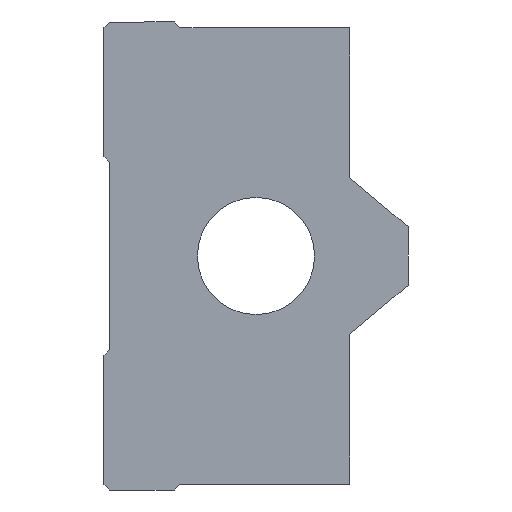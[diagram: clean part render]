
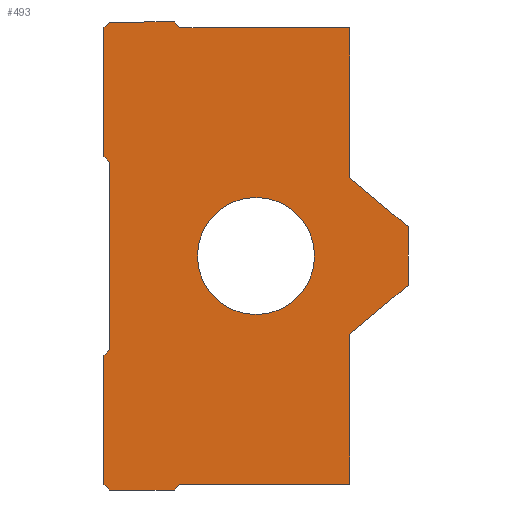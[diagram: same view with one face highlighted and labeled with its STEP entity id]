
A CAD part, left-side view. The second image highlights one B-rep face of the part: STEP entity #493.
In plain terms, the highlighted planar face has unit normal (-1, 0, 0).
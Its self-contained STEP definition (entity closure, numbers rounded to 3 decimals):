
#8 = AXIS2_PLACEMENT_3D ( 'NONE', #274, #475, #338 ) ;
#55 = AXIS2_PLACEMENT_3D ( 'NONE', #284, #279, #345 ) ;
#59 = EDGE_CURVE ( 'NONE', #448, #195, #627, .T. ) ;
#61 = EDGE_CURVE ( 'NONE', #255, #382, #849, .T. ) ;
#70 = EDGE_CURVE ( 'NONE', #331, #318, #684, .T. ) ;
#75 = EDGE_CURVE ( 'NONE', #364, #343, #852, .T. ) ;
#78 = EDGE_CURVE ( 'NONE', #382, #364, #730, .T. ) ;
#82 = EDGE_CURVE ( 'NONE', #155, #155, #525, .T. ) ;
#84 = EDGE_CURVE ( 'NONE', #219, #188, #855, .T. ) ;
#87 = EDGE_CURVE ( 'NONE', #485, #255, #696, .T. ) ;
#90 = EDGE_CURVE ( 'NONE', #343, #331, #748, .T. ) ;
#95 = EDGE_CURVE ( 'NONE', #378, #219, #890, .T. ) ;
#100 = EDGE_CURVE ( 'NONE', #318, #378, #863, .T. ) ;
#102 = EDGE_CURVE ( 'NONE', #433, #448, #866, .T. ) ;
#106 = EDGE_CURVE ( 'NONE', #244, #452, #751, .T. ) ;
#108 = EDGE_CURVE ( 'NONE', #195, #485, #720, .T. ) ;
#109 = EDGE_CURVE ( 'NONE', #362, #244, #724, .T. ) ;
#114 = EDGE_CURVE ( 'NONE', #397, #433, #764, .T. ) ;
#116 = EDGE_CURVE ( 'NONE', #188, #135, #773, .T. ) ;
#122 = EDGE_CURVE ( 'NONE', #135, #362, #664, .T. ) ;
#125 = EDGE_CURVE ( 'NONE', #452, #397, #712, .T. ) ;
#127 = CARTESIAN_POINT ( 'NONE',  ( -34., 6.5, 19.5 ) ) ;
#133 = DIRECTION ( 'NONE',  ( 0., 1., 0. ) ) ;
#135 = VERTEX_POINT ( 'NONE', #296 ) ;
#136 = DIRECTION ( 'NONE',  ( 0., 1., 0. ) ) ;
#150 = CARTESIAN_POINT ( 'NONE',  ( -34., -8., -6.695 ) ) ;
#151 = DIRECTION ( 'NONE',  ( 0., 0., -1. ) ) ;
#155 = VERTEX_POINT ( 'NONE', #159 ) ;
#159 = CARTESIAN_POINT ( 'NONE',  ( -34., 0., -5. ) ) ;
#169 = CARTESIAN_POINT ( 'NONE',  ( -34., 7., -20. ) ) ;
#171 = DIRECTION ( 'NONE',  ( 0., -1., 0. ) ) ;
#174 = CARTESIAN_POINT ( 'NONE',  ( -34., 13., -8.5 ) ) ;
#184 = CARTESIAN_POINT ( 'NONE',  ( -34., 7., 20. ) ) ;
#186 = DIRECTION ( 'NONE',  ( 0., 0.707, 0.707 ) ) ;
#188 = VERTEX_POINT ( 'NONE', #289 ) ;
#195 = VERTEX_POINT ( 'NONE', #461 ) ;
#204 = CARTESIAN_POINT ( 'NONE',  ( -34., 12.5, 8. ) ) ;
#208 = CARTESIAN_POINT ( 'NONE',  ( -34., -13., -2.5 ) ) ;
#209 = PLANE ( 'NONE',  #8 ) ;
#216 = CARTESIAN_POINT ( 'NONE',  ( -34., -8., 19.5 ) ) ;
#218 = CARTESIAN_POINT ( 'NONE',  ( -34., 13., 19.5 ) ) ;
#219 = VERTEX_POINT ( 'NONE', #350 ) ;
#238 = DIRECTION ( 'NONE',  ( 0., 0.707, 0.707 ) ) ;
#244 = VERTEX_POINT ( 'NONE', #334 ) ;
#255 = VERTEX_POINT ( 'NONE', #204 ) ;
#258 = DIRECTION ( 'NONE',  ( 0., -1., 0. ) ) ;
#263 = CARTESIAN_POINT ( 'NONE',  ( -34., 7., 20. ) ) ;
#269 = DIRECTION ( 'NONE',  ( 0., 0., 1. ) ) ;
#274 = CARTESIAN_POINT ( 'NONE',  ( -34., -8., -19.5 ) ) ;
#279 = DIRECTION ( 'NONE',  ( 1., 0., 0. ) ) ;
#284 = CARTESIAN_POINT ( 'NONE',  ( -34., 0., 0. ) ) ;
#289 = CARTESIAN_POINT ( 'NONE',  ( -34., -13., 2.5 ) ) ;
#290 = CARTESIAN_POINT ( 'NONE',  ( -34., 6.5, -19.5 ) ) ;
#296 = CARTESIAN_POINT ( 'NONE',  ( -34., -13., -2.5 ) ) ;
#301 = DIRECTION ( 'NONE',  ( 0., 0., -1. ) ) ;
#304 = CARTESIAN_POINT ( 'NONE',  ( -34., -8., 19.5 ) ) ;
#311 = CARTESIAN_POINT ( 'NONE',  ( -34., 13., -19.5 ) ) ;
#318 = VERTEX_POINT ( 'NONE', #127 ) ;
#320 = CARTESIAN_POINT ( 'NONE',  ( -34., 13., -19.5 ) ) ;
#330 = DIRECTION ( 'NONE',  ( 0., -0.707, 0.707 ) ) ;
#331 = VERTEX_POINT ( 'NONE', #263 ) ;
#333 = CARTESIAN_POINT ( 'NONE',  ( -34., 12.5, -8. ) ) ;
#334 = CARTESIAN_POINT ( 'NONE',  ( -34., -8., -19.5 ) ) ;
#335 = CARTESIAN_POINT ( 'NONE',  ( -34., 12.5, -20. ) ) ;
#338 = DIRECTION ( 'NONE',  ( 0., 0., 1. ) ) ;
#343 = VERTEX_POINT ( 'NONE', #459 ) ;
#345 = DIRECTION ( 'NONE',  ( 0., 0., -1. ) ) ;
#350 = CARTESIAN_POINT ( 'NONE',  ( -34., -8., 6.695 ) ) ;
#355 = CARTESIAN_POINT ( 'NONE',  ( -34., -13., 2.5 ) ) ;
#359 = DIRECTION ( 'NONE',  ( 0., -0.766, -0.643 ) ) ;
#361 = CARTESIAN_POINT ( 'NONE',  ( -34., 6.5, -19.5 ) ) ;
#362 = VERTEX_POINT ( 'NONE', #150 ) ;
#364 = VERTEX_POINT ( 'NONE', #218 ) ;
#367 = DIRECTION ( 'NONE',  ( 0., 0., -1. ) ) ;
#370 = CARTESIAN_POINT ( 'NONE',  ( -34., -13., 2.5 ) ) ;
#371 = CARTESIAN_POINT ( 'NONE',  ( -34., -8., 19.5 ) ) ;
#378 = VERTEX_POINT ( 'NONE', #371 ) ;
#379 = CARTESIAN_POINT ( 'NONE',  ( -34., -8., -6.695 ) ) ;
#382 = VERTEX_POINT ( 'NONE', #420 ) ;
#385 = CARTESIAN_POINT ( 'NONE',  ( -34., 12.5, -20. ) ) ;
#389 = CARTESIAN_POINT ( 'NONE',  ( -34., 13., 8.5 ) ) ;
#393 = DIRECTION ( 'NONE',  ( 0., 0.766, -0.643 ) ) ;
#397 = VERTEX_POINT ( 'NONE', #169 ) ;
#401 = DIRECTION ( 'NONE',  ( 0., -0.707, 0.707 ) ) ;
#406 = CARTESIAN_POINT ( 'NONE',  ( -34., 13., 19.5 ) ) ;
#409 = CARTESIAN_POINT ( 'NONE',  ( -34., 12.5, -8. ) ) ;
#413 = DIRECTION ( 'NONE',  ( 0., 0.707, -0.707 ) ) ;
#420 = CARTESIAN_POINT ( 'NONE',  ( -34., 13., 8.5 ) ) ;
#426 = CARTESIAN_POINT ( 'NONE',  ( -34., 12.5, 20. ) ) ;
#433 = VERTEX_POINT ( 'NONE', #335 ) ;
#435 = DIRECTION ( 'NONE',  ( 0., 0., 1. ) ) ;
#447 = CARTESIAN_POINT ( 'NONE',  ( -34., 6.5, 19.5 ) ) ;
#448 = VERTEX_POINT ( 'NONE', #320 ) ;
#451 = DIRECTION ( 'NONE',  ( 0., 0., 1. ) ) ;
#452 = VERTEX_POINT ( 'NONE', #361 ) ;
#459 = CARTESIAN_POINT ( 'NONE',  ( -34., 12.5, 20. ) ) ;
#461 = CARTESIAN_POINT ( 'NONE',  ( -34., 13., -8.5 ) ) ;
#466 = CARTESIAN_POINT ( 'NONE',  ( -34., 12.5, 8. ) ) ;
#471 = DIRECTION ( 'NONE',  ( 0., -0.707, -0.707 ) ) ;
#475 = DIRECTION ( 'NONE',  ( -1., 0., 0. ) ) ;
#485 = VERTEX_POINT ( 'NONE', #409 ) ;
#486 = CARTESIAN_POINT ( 'NONE',  ( -34., 7., -20. ) ) ;
#493 = ADVANCED_FACE ( 'NONE', ( #644, #682 ), #209, .T. ) ;
#523 = ORIENTED_EDGE ( 'NONE', *, *, #87, .F. ) ;
#525 = CIRCLE ( 'NONE', #55, 5. ) ;
#539 = VECTOR ( 'NONE', #359, 1000. ) ;
#544 = ORIENTED_EDGE ( 'NONE', *, *, #61, .F. ) ;
#592 = VECTOR ( 'NONE', #258, 1000. ) ;
#596 = ORIENTED_EDGE ( 'NONE', *, *, #59, .F. ) ;
#598 = ORIENTED_EDGE ( 'NONE', *, *, #122, .F. ) ;
#599 = VECTOR ( 'NONE', #330, 1000. ) ;
#604 = ORIENTED_EDGE ( 'NONE', *, *, #114, .F. ) ;
#614 = VECTOR ( 'NONE', #269, 1000. ) ;
#620 = EDGE_LOOP ( 'NONE', ( #692 ) ) ;
#623 = VECTOR ( 'NONE', #413, 1000. ) ;
#627 = LINE ( 'NONE', #174, #873 ) ;
#634 = VECTOR ( 'NONE', #393, 1000. ) ;
#642 = VECTOR ( 'NONE', #367, 1000. ) ;
#644 = FACE_BOUND ( 'NONE', #620, .T. ) ;
#653 = VECTOR ( 'NONE', #133, 1000. ) ;
#664 = LINE ( 'NONE', #208, #634 ) ;
#667 = ORIENTED_EDGE ( 'NONE', *, *, #84, .F. ) ;
#676 = VECTOR ( 'NONE', #401, 1000. ) ;
#682 = FACE_OUTER_BOUND ( 'NONE', #823, .T. ) ;
#684 = LINE ( 'NONE', #447, #835 ) ;
#686 = ORIENTED_EDGE ( 'NONE', *, *, #102, .F. ) ;
#692 = ORIENTED_EDGE ( 'NONE', *, *, #82, .T. ) ;
#696 = LINE ( 'NONE', #466, #749 ) ;
#705 = ORIENTED_EDGE ( 'NONE', *, *, #95, .F. ) ;
#709 = ORIENTED_EDGE ( 'NONE', *, *, #100, .F. ) ;
#712 = LINE ( 'NONE', #486, #623 ) ;
#720 = LINE ( 'NONE', #333, #676 ) ;
#724 = LINE ( 'NONE', #379, #864 ) ;
#730 = LINE ( 'NONE', #406, #614 ) ;
#747 = VECTOR ( 'NONE', #171, 1000. ) ;
#748 = LINE ( 'NONE', #184, #747 ) ;
#749 = VECTOR ( 'NONE', #451, 1000. ) ;
#751 = LINE ( 'NONE', #290, #762 ) ;
#762 = VECTOR ( 'NONE', #136, 1000. ) ;
#764 = LINE ( 'NONE', #385, #653 ) ;
#765 = VECTOR ( 'NONE', #238, 1000. ) ;
#770 = ORIENTED_EDGE ( 'NONE', *, *, #78, .F. ) ;
#773 = LINE ( 'NONE', #370, #642 ) ;
#777 = VECTOR ( 'NONE', #186, 1000. ) ;
#782 = ORIENTED_EDGE ( 'NONE', *, *, #75, .F. ) ;
#789 = VECTOR ( 'NONE', #301, 1000. ) ;
#815 = ORIENTED_EDGE ( 'NONE', *, *, #116, .F. ) ;
#816 = ORIENTED_EDGE ( 'NONE', *, *, #108, .F. ) ;
#822 = ORIENTED_EDGE ( 'NONE', *, *, #109, .F. ) ;
#823 = EDGE_LOOP ( 'NONE', ( #705, #709, #837, #838, #782, #770, #544, #523, #816, #596, #686, #604, #839, #840, #822, #598, #815, #667 ) ) ;
#835 = VECTOR ( 'NONE', #471, 1000. ) ;
#837 = ORIENTED_EDGE ( 'NONE', *, *, #70, .F. ) ;
#838 = ORIENTED_EDGE ( 'NONE', *, *, #90, .F. ) ;
#839 = ORIENTED_EDGE ( 'NONE', *, *, #125, .F. ) ;
#840 = ORIENTED_EDGE ( 'NONE', *, *, #106, .F. ) ;
#849 = LINE ( 'NONE', #389, #777 ) ;
#852 = LINE ( 'NONE', #426, #599 ) ;
#855 = LINE ( 'NONE', #355, #539 ) ;
#863 = LINE ( 'NONE', #304, #592 ) ;
#864 = VECTOR ( 'NONE', #151, 1000. ) ;
#866 = LINE ( 'NONE', #311, #765 ) ;
#873 = VECTOR ( 'NONE', #435, 1000. ) ;
#890 = LINE ( 'NONE', #216, #789 ) ;
